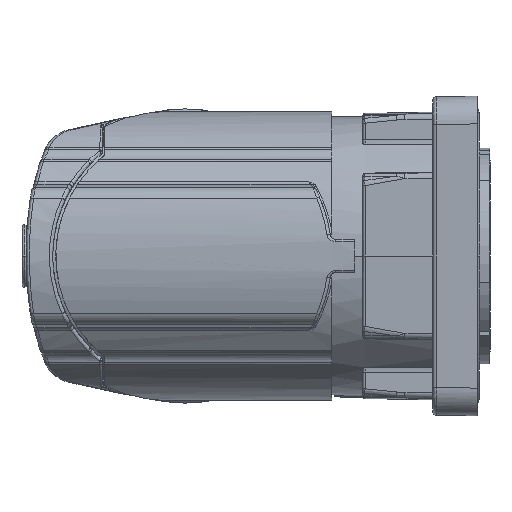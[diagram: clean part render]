
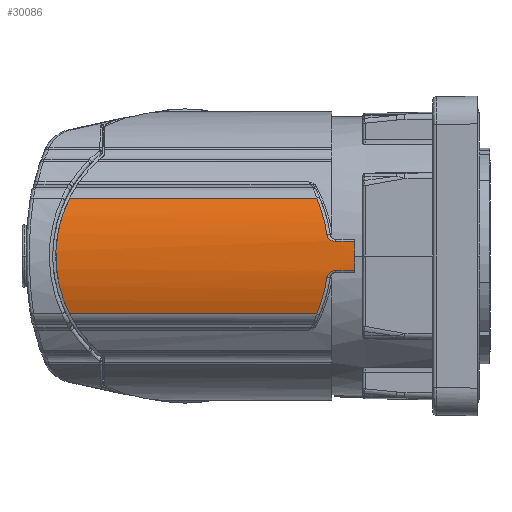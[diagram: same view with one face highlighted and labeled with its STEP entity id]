
A CAD part, left-side view. The second image highlights one B-rep face of the part: STEP entity #30086.
In plain terms, the highlighted cylindrical face has radius 15 mm (diameter 30 mm), a partial arc.
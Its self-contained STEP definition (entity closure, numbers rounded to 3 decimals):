
#2833=CARTESIAN_POINT('',(-14.066,36.714,5.21));
#2849=CARTESIAN_POINT('',(-14.066,36.714,5.21));
#2850=CARTESIAN_POINT('',(-14.146,36.822,4.995));
#2851=CARTESIAN_POINT('',(-14.294,37.023,4.563));
#2852=CARTESIAN_POINT('',(-14.486,37.277,3.913));
#2853=CARTESIAN_POINT('',(-14.646,37.489,3.261));
#2854=CARTESIAN_POINT('',(-14.776,37.659,2.609));
#2855=CARTESIAN_POINT('',(-14.877,37.79,1.956));
#2856=CARTESIAN_POINT('',(-14.948,37.883,1.304));
#2857=CARTESIAN_POINT('',(-14.991,37.938,
0.652));
#2858=CARTESIAN_POINT('',(-15.005,37.956,
0.));
#2859=CARTESIAN_POINT('',(-14.991,37.938,
-0.652));
#2860=CARTESIAN_POINT('',(-14.948,37.883,
-1.304));
#2861=CARTESIAN_POINT('',(-14.877,37.79,
-1.956));
#2862=CARTESIAN_POINT('',(-14.776,37.659,
-2.609));
#2863=CARTESIAN_POINT('',(-14.646,37.489,
-3.261));
#2864=CARTESIAN_POINT('',(-14.486,37.277,
-3.913));
#2865=CARTESIAN_POINT('',(-14.294,37.023,
-4.563));
#2866=CARTESIAN_POINT('',(-14.146,36.822,
-4.995));
#2867=CARTESIAN_POINT('',(-14.066,36.714,
-5.21));
#2883=CARTESIAN_POINT('',(-14.066,36.714,
-5.21));
#3796=CARTESIAN_POINT('',(-14.066,14.449,
-5.21));
#3825=CARTESIAN_POINT('',(-14.876,13.538,
-1.922));
#3826=CARTESIAN_POINT('',(-14.88,13.534,
-1.893));
#3827=CARTESIAN_POINT('',(-14.887,13.521,
-1.835));
#3828=CARTESIAN_POINT('',(-14.898,13.487,
-1.745));
#3829=CARTESIAN_POINT('',(-14.908,13.437,
-1.657));
#3830=CARTESIAN_POINT('',(-14.917,13.372,
-1.574));
#3831=CARTESIAN_POINT('',(-14.925,13.295,
-1.5));
#3832=CARTESIAN_POINT('',(-14.931,13.206,
-1.437));
#3833=CARTESIAN_POINT('',(-14.936,13.108,
-1.385));
#3834=CARTESIAN_POINT('',(-14.939,13.,
-1.347));
#3835=CARTESIAN_POINT('',(-14.941,12.884,
-1.324));
#3836=CARTESIAN_POINT('',(-14.942,12.794,
-1.318));
#3837=CARTESIAN_POINT('',(-14.942,12.747,
-1.318));
#3859=CARTESIAN_POINT('',(-14.066,14.449,
-5.21));
#3860=CARTESIAN_POINT('',(-14.147,14.358,
-4.992));
#3861=CARTESIAN_POINT('',(-14.297,14.188,
-4.556));
#3862=CARTESIAN_POINT('',(-14.49,13.971,
-3.899));
#3863=CARTESIAN_POINT('',(-14.651,13.79,
-3.24));
#3864=CARTESIAN_POINT('',(-14.781,13.644,
-2.58));
#3865=CARTESIAN_POINT('',(-14.848,13.57,
-2.141));
#3866=CARTESIAN_POINT('',(-14.876,13.538,
-1.922));
#3871=DIRECTION('',(0.,1.,0.));
#3872=VECTOR('',#3871,22.266);
#3873=CARTESIAN_POINT('',(-14.066,14.449,
-5.21));
#3874=LINE('',#3873,#3872);
#3878=DIRECTION('',(0.,1.,0.));
#3879=VECTOR('',#3878,22.266);
#3880=CARTESIAN_POINT('',(-14.066,14.449,5.21));
#3881=LINE('',#3880,#3879);
#3885=CARTESIAN_POINT('',(-14.066,14.449,5.21));
#3886=CARTESIAN_POINT('',(-14.147,14.358,4.992));
#3887=CARTESIAN_POINT('',(-14.297,14.188,4.556));
#3888=CARTESIAN_POINT('',(-14.49,13.971,3.899));
#3889=CARTESIAN_POINT('',(-14.651,13.79,3.24));
#3890=CARTESIAN_POINT('',(-14.781,13.644,2.58));
#3891=CARTESIAN_POINT('',(-14.848,13.57,2.141));
#3892=CARTESIAN_POINT('',(-14.876,13.538,1.922));
#3905=DIRECTION('',(0.,-1.,0.));
#3906=VECTOR('',#3905,1.697);
#3907=CARTESIAN_POINT('',(-14.942,12.747,
-1.318));
#3908=LINE('',#3907,#3906);
#3935=CARTESIAN_POINT('',(0.,11.05,0.));
#3936=DIRECTION('',(0.,-1.,0.));
#3937=DIRECTION('',(-0.996,0.,0.088));
#3938=AXIS2_PLACEMENT_3D('',#3935,#3936,#3937);
#4137=CARTESIAN_POINT('',(-14.942,12.747,1.318));
#4149=DIRECTION('',(0.,1.,0.));
#4150=VECTOR('',#4149,1.697);
#4151=CARTESIAN_POINT('',(-14.942,11.05,1.318));
#4152=LINE('',#4151,#4150);
#4156=CARTESIAN_POINT('',(-14.942,12.747,1.318));
#4157=CARTESIAN_POINT('',(-14.942,12.794,1.318));
#4158=CARTESIAN_POINT('',(-14.941,12.884,1.324));
#4159=CARTESIAN_POINT('',(-14.939,13.,1.347));
#4160=CARTESIAN_POINT('',(-14.936,13.108,1.385));
#4161=CARTESIAN_POINT('',(-14.931,13.206,1.437));
#4162=CARTESIAN_POINT('',(-14.925,13.295,1.5));
#4163=CARTESIAN_POINT('',(-14.917,13.372,1.574));
#4164=CARTESIAN_POINT('',(-14.908,13.437,1.657));
#4165=CARTESIAN_POINT('',(-14.898,13.487,1.745));
#4166=CARTESIAN_POINT('',(-14.887,13.521,1.835));
#4167=CARTESIAN_POINT('',(-14.88,13.534,1.893));
#4168=CARTESIAN_POINT('',(-14.876,13.538,1.922));
#4201=CARTESIAN_POINT('',(-14.876,13.538,1.922));
#4233=CARTESIAN_POINT('',(-14.066,14.449,5.21));
#23872=CARTESIAN_POINT('',(-14.942,11.05,-1.318));
#23874=VERTEX_POINT('',#23872);
#23877=CARTESIAN_POINT('',(-14.942,11.05,1.318));
#23879=VERTEX_POINT('',#23877);
#23885=VERTEX_POINT('',#3796);
#23892=VERTEX_POINT('',#4233);
#23920=VERTEX_POINT('',#4137);
#23921=VERTEX_POINT('',#4201);
#23929=CARTESIAN_POINT('',(-14.876,13.538,
-1.922));
#23930=VERTEX_POINT('',#23929);
#23932=CARTESIAN_POINT('',(-14.942,12.747,
-1.318));
#23934=VERTEX_POINT('',#23932);
#23942=VERTEX_POINT('',#2883);
#23943=VERTEX_POINT('',#2833);
#30063=CARTESIAN_POINT('',(0.,12.85,0.));
#30064=DIRECTION('',(0.,-1.,0.));
#30065=DIRECTION('',(1.,0.,0.));
#30066=AXIS2_PLACEMENT_3D('',#30063,#30064,#30065);
#30067=CYLINDRICAL_SURFACE('',#30066,15.);
#30069=ORIENTED_EDGE('',*,*,#30068,.F.);
#30070=ORIENTED_EDGE('',*,*,#30047,.F.);
#30071=ORIENTED_EDGE('',*,*,#29949,.F.);
#30072=ORIENTED_EDGE('',*,*,#29846,.T.);
#30073=ORIENTED_EDGE('',*,*,#28569,.F.);
#30075=ORIENTED_EDGE('',*,*,#30074,.F.);
#30077=ORIENTED_EDGE('',*,*,#30076,.T.);
#30079=ORIENTED_EDGE('',*,*,#30078,.F.);
#30081=ORIENTED_EDGE('',*,*,#30080,.F.);
#30083=ORIENTED_EDGE('',*,*,#30082,.T.);
#30084=EDGE_LOOP('',(#30069,#30070,#30071,#30072,#30073,#30075,#30077,#30079,
#30081,#30083));
#30085=FACE_OUTER_BOUND('',#30084,.F.);
#2868=B_SPLINE_CURVE_WITH_KNOTS('',3,(#2849,#2850,#2851,#2852,#2853,#2854,#2855,
#2856,#2857,#2858,#2859,#2860,#2861,#2862,#2863,#2864,#2865,#2866,#2867),
.UNSPECIFIED.,.F.,.F.,(4,1,1,1,1,1,1,1,1,1,1,1,1,1,1,1,4),(0.,0.063,0.125,
0.188,0.25,0.313,0.375,0.438,0.5,0.563,0.625,0.688,
0.75,0.813,0.875,0.938,1.),.UNSPECIFIED.);
#3838=B_SPLINE_CURVE_WITH_KNOTS('',3,(#3825,#3826,#3827,#3828,#3829,#3830,#3831,
#3832,#3833,#3834,#3835,#3836,#3837),.UNSPECIFIED.,.F.,.F.,(4,1,1,1,1,1,1,1,1,1,
4),(0.,0.1,0.2,0.3,0.4,0.5,0.6,0.7,0.8,0.9,1.),
.UNSPECIFIED.);
#3867=B_SPLINE_CURVE_WITH_KNOTS('',3,(#3859,#3860,#3861,#3862,#3863,#3864,#3865,
#3866),.UNSPECIFIED.,.F.,.F.,(4,1,1,1,1,4),(0.,0.2,0.4,0.6,0.8,1.),
.UNSPECIFIED.);
#3893=B_SPLINE_CURVE_WITH_KNOTS('',3,(#3885,#3886,#3887,#3888,#3889,#3890,#3891,
#3892),.UNSPECIFIED.,.F.,.F.,(4,1,1,1,1,4),(0.,0.2,0.4,0.6,0.8,1.),
.UNSPECIFIED.);
#3939=CIRCLE('',#3938,15.);
#4169=B_SPLINE_CURVE_WITH_KNOTS('',3,(#4156,#4157,#4158,#4159,#4160,#4161,#4162,
#4163,#4164,#4165,#4166,#4167,#4168),.UNSPECIFIED.,.F.,.F.,(4,1,1,1,1,1,1,1,1,1,
4),(0.,0.1,0.2,0.3,0.4,0.5,0.6,0.7,0.8,0.9,1.),
.UNSPECIFIED.);
#28569=EDGE_CURVE('',#23943,#23942,#2868,.T.);
#29846=EDGE_CURVE('',#23885,#23942,#3874,.T.);
#29949=EDGE_CURVE('',#23885,#23930,#3867,.T.);
#30047=EDGE_CURVE('',#23930,#23934,#3838,.T.);
#30068=EDGE_CURVE('',#23934,#23874,#3908,.T.);
#30074=EDGE_CURVE('',#23892,#23943,#3881,.T.);
#30076=EDGE_CURVE('',#23892,#23921,#3893,.T.);
#30078=EDGE_CURVE('',#23920,#23921,#4169,.T.);
#30080=EDGE_CURVE('',#23879,#23920,#4152,.T.);
#30082=EDGE_CURVE('',#23879,#23874,#3939,.T.);
#30086=ADVANCED_FACE('',(#30085),#30067,.T.);
